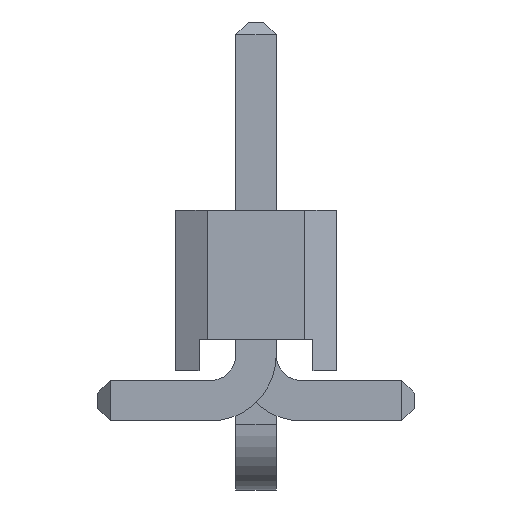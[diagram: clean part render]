
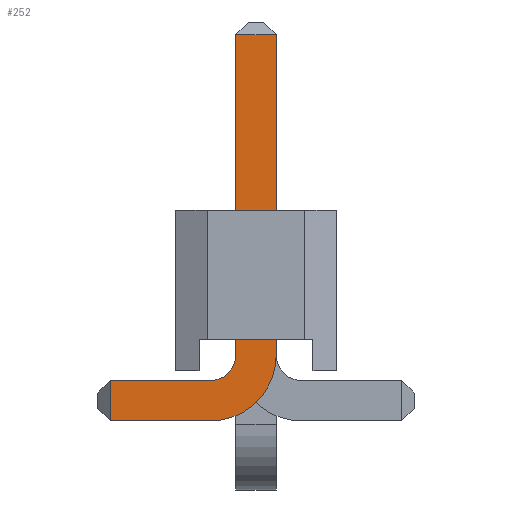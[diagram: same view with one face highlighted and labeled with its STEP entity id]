
A CAD part, left-side view. The second image highlights one B-rep face of the part: STEP entity #252.
In plain terms, the highlighted face is planar.
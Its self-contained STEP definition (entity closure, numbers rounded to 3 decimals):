
#252 = ADVANCED_FACE( '', ( #513 ), #514, .T. );
#513 = FACE_OUTER_BOUND( '', #775, .T. );
#514 = PLANE( '', #776 );
#775 = EDGE_LOOP( '', ( #1483, #1484, #1485, #1486, #1487, #1488, #1489, #1490 ) );
#776 = AXIS2_PLACEMENT_3D( '', #1491, #1492, #1493 );
#1483 = ORIENTED_EDGE( '', *, *, #1756, .F. );
#1484 = ORIENTED_EDGE( '', *, *, #1769, .T. );
#1485 = ORIENTED_EDGE( '', *, *, #1577, .F. );
#1486 = ORIENTED_EDGE( '', *, *, #1745, .F. );
#1487 = ORIENTED_EDGE( '', *, *, #1767, .F. );
#1488 = ORIENTED_EDGE( '', *, *, #1778, .T. );
#1489 = ORIENTED_EDGE( '', *, *, #1791, .F. );
#1490 = ORIENTED_EDGE( '', *, *, #1833, .F. );
#1491 = CARTESIAN_POINT( '', ( 0.72, 0.32, -2.11 ) );
#1492 = DIRECTION( '', ( 0., 1., 0. ) );
#1493 = DIRECTION( '', ( 0., 0., 1. ) );
#1577 = EDGE_CURVE( '', #1887, #1888, #1889, .T. );
#1745 = EDGE_CURVE( '', #2159, #1887, #2160, .T. );
#1756 = EDGE_CURVE( '', #2088, #2174, #2175, .T. );
#1767 = EDGE_CURVE( '', #2187, #2159, #2189, .T. );
#1769 = EDGE_CURVE( '', #2088, #1888, #2191, .T. );
#1778 = EDGE_CURVE( '', #2187, #2199, #2201, .T. );
#1791 = EDGE_CURVE( '', #2217, #2199, #2218, .T. );
#1833 = EDGE_CURVE( '', #2174, #2217, #2265, .T. );
#1887 = VERTEX_POINT( '', #2337 );
#1888 = VERTEX_POINT( '', #2338 );
#1889 = LINE( '', #2339, #2340 );
#2088 = VERTEX_POINT( '', #2639 );
#2159 = VERTEX_POINT( '', #2744 );
#2160 = CIRCLE( '', #2745, 1.04 );
#2174 = VERTEX_POINT( '', #2765 );
#2175 = LINE( '', #2766, #2767 );
#2187 = VERTEX_POINT( '', #2785 );
#2189 = LINE( '', #2788, #2789 );
#2191 = LINE( '', #2791, #2792 );
#2199 = VERTEX_POINT( '', #2804 );
#2201 = LINE( '', #2807, #2808 );
#2217 = VERTEX_POINT( '', #2832 );
#2218 = LINE( '', #2833, #2834 );
#2265 = CIRCLE( '', #2904, 0.4 );
#2337 = CARTESIAN_POINT( '', ( 0.72, 0.32, -3.15 ) );
#2338 = CARTESIAN_POINT( '', ( 2.3, 0.32, -3.15 ) );
#2339 = CARTESIAN_POINT( '', ( 2.5, 0.32, -3.15 ) );
#2340 = VECTOR( '', #2938, 1000. );
#2639 = CARTESIAN_POINT( '', ( 2.3, 0.32, -2.51 ) );
#2744 = CARTESIAN_POINT( '', ( -0.32, 0.32, -2.11 ) );
#2745 = AXIS2_PLACEMENT_3D( '', #3073, #3074, #3075 );
#2765 = CARTESIAN_POINT( '', ( 0.72, 0.32, -2.51 ) );
#2766 = CARTESIAN_POINT( '', ( 2.5, 0.32, -2.51 ) );
#2767 = VECTOR( '', #3085, 1000. );
#2785 = CARTESIAN_POINT( '', ( -0.32, 0.32, 2.95 ) );
#2788 = CARTESIAN_POINT( '', ( -0.32, 0.32, -2.11 ) );
#2789 = VECTOR( '', #3093, 1000. );
#2791 = CARTESIAN_POINT( '', ( 2.3, 0.32, -3.15 ) );
#2792 = VECTOR( '', #3094, 1000. );
#2804 = CARTESIAN_POINT( '', ( 0.32, 0.32, 2.95 ) );
#2807 = CARTESIAN_POINT( '', ( 0.32, 0.32, 2.95 ) );
#2808 = VECTOR( '', #3100, 1000. );
#2832 = CARTESIAN_POINT( '', ( 0.32, 0.32, -2.11 ) );
#2833 = CARTESIAN_POINT( '', ( 0.32, 0.32, -2.11 ) );
#2834 = VECTOR( '', #3109, 1000. );
#2904 = AXIS2_PLACEMENT_3D( '', #3133, #3134, #3135 );
#2938 = DIRECTION( '', ( 1., 0., 0. ) );
#3073 = CARTESIAN_POINT( '', ( 0.72, 0.32, -2.11 ) );
#3074 = DIRECTION( '', ( 0., -1., 0. ) );
#3075 = DIRECTION( '', ( 1., 0., 0. ) );
#3085 = DIRECTION( '', ( -1., 0., 0. ) );
#3093 = DIRECTION( '', ( 0., 0., -1. ) );
#3094 = DIRECTION( '', ( 0., 0., -1. ) );
#3100 = DIRECTION( '', ( 1., 0., 0. ) );
#3109 = DIRECTION( '', ( 0., 0., 1. ) );
#3133 = CARTESIAN_POINT( '', ( 0.72, 0.32, -2.11 ) );
#3134 = DIRECTION( '', ( 0., 1., 0. ) );
#3135 = DIRECTION( '', ( 1., 0., 0. ) );
